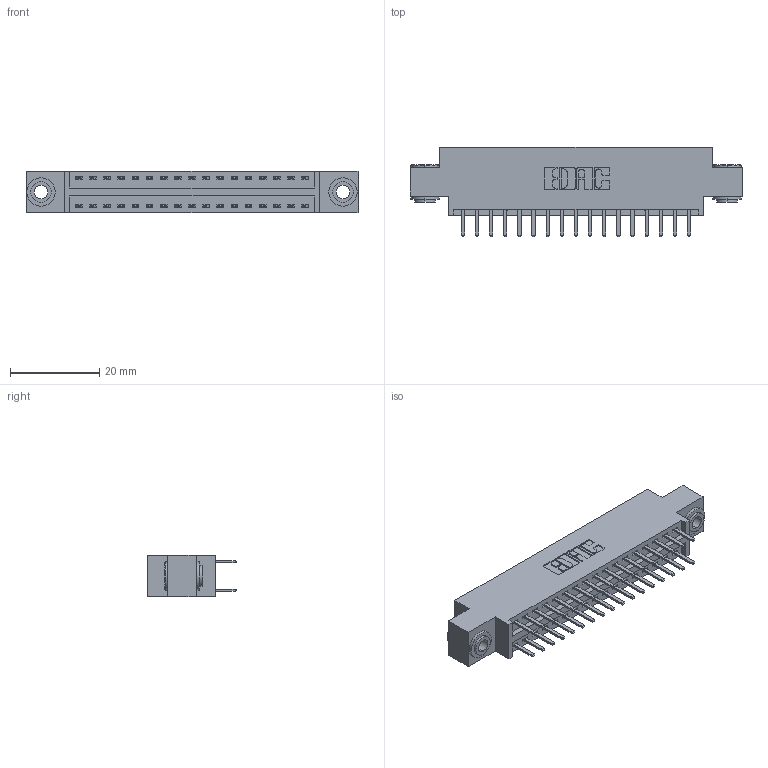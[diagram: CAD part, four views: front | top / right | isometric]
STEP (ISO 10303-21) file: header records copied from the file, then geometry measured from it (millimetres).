
FILE_DESCRIPTION (( 'STEP AP203' ), '1' );
FILE_NAME ('346-034-520-803.STEP', '2022-05-19T19:10:39', ( '' ), ( '' ), 'SwSTEP 2.0', 'SolidWorks 2020', '' );
FILE_SCHEMA (( 'CONFIG_CONTROL_DESIGN' ));
Length unit declared in the file: inch
Products named in the file (4): 345-250-002_345-250-002-102; 346 Part_0.170 Offset - 0.156 Dia-TH; 345-292-001_345-293-120; 346-034-520-803
Assembly tree (37 placements, depth 2):
  346-034-520-803
    346 Part_0.170 Offset - 0.156 Dia-TH
    345-292-001_345-293-120  x34
    345-250-002_345-250-002-102  x2
Bounding box: 74.55 x 20.02 x 9.4 mm (x, y, z)
Volume: 6907 mm3; surface area: 9494.6 mm2
Topology: 37 solids, 37 shells, 2082 faces, 5995 edges, 3902 vertices
Faces by surface type: plane 1362, cylinder 712, cone 8
Entity records: 15772 total; most frequent: CARTESIAN_POINT 2629, ORIENTED_EDGE 2542, DIRECTION 2385, EDGE_CURVE 1271, LINE 1043, VECTOR 1043, VERTEX_POINT 842, AXIS2_PLACEMENT_3D 671
